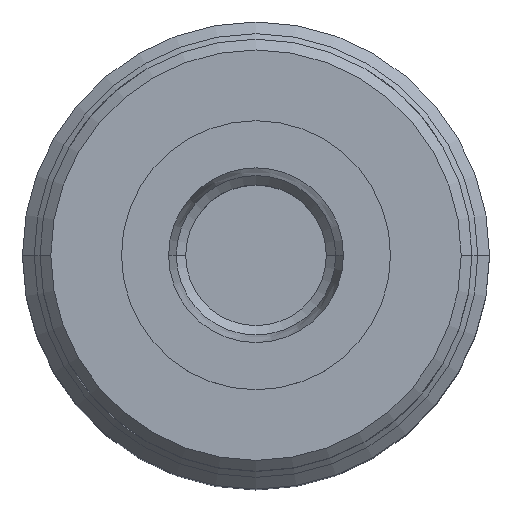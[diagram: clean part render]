
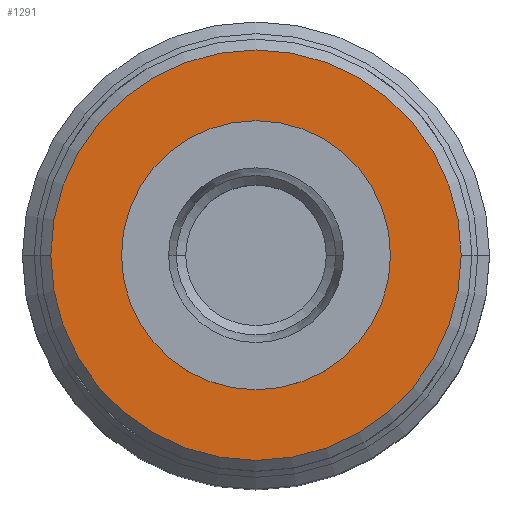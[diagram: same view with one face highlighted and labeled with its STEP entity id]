
A CAD part, top view. The second image highlights one B-rep face of the part: STEP entity #1291.
In plain terms, the highlighted planar face has unit normal (0, 0, 1).
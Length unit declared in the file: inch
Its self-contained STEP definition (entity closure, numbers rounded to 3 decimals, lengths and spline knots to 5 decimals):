
#113=CARTESIAN_POINT('',(0.,0.,2.12));
#114=DIRECTION('',(0.,0.,-1.));
#115=DIRECTION('',(-1.,0.,0.));
#116=AXIS2_PLACEMENT_3D('',#113,#114,#115);
#122=CARTESIAN_POINT('',(0.,0.,2.12));
#123=DIRECTION('',(0.,0.,-1.));
#124=DIRECTION('',(1.,0.,0.));
#125=AXIS2_PLACEMENT_3D('',#122,#123,#124);
#130=CARTESIAN_POINT('',(0.,0.,2.12));
#131=DIRECTION('',(0.,0.,1.));
#132=DIRECTION('',(-1.,0.,0.));
#133=AXIS2_PLACEMENT_3D('',#130,#131,#132);
#138=CARTESIAN_POINT('',(0.,0.,2.12));
#139=DIRECTION('',(0.,0.,1.));
#140=DIRECTION('',(1.,0.,0.));
#141=AXIS2_PLACEMENT_3D('',#138,#139,#140);
#1160=CARTESIAN_POINT('',(-0.375,0.,2.12));
#1161=CARTESIAN_POINT('',(0.375,0.,2.12));
#1162=VERTEX_POINT('',#1160);
#1163=VERTEX_POINT('',#1161);
#1180=CARTESIAN_POINT('',(-0.572,0.,2.12));
#1181=CARTESIAN_POINT('',(0.572,0.,2.12));
#1182=VERTEX_POINT('',#1180);
#1183=VERTEX_POINT('',#1181);
#1274=CARTESIAN_POINT('',(0.,0.,2.12));
#1275=DIRECTION('',(0.,0.,1.));
#1276=DIRECTION('',(1.,0.,0.));
#1277=AXIS2_PLACEMENT_3D('',#1274,#1275,#1276);
#1278=PLANE('',#1277);
#1280=ORIENTED_EDGE('',*,*,#1279,.F.);
#1282=ORIENTED_EDGE('',*,*,#1281,.F.);
#1283=EDGE_LOOP('',(#1280,#1282));
#1284=FACE_OUTER_BOUND('',#1283,.F.);
#1286=ORIENTED_EDGE('',*,*,#1285,.F.);
#1288=ORIENTED_EDGE('',*,*,#1287,.F.);
#1289=EDGE_LOOP('',(#1286,#1288));
#1290=FACE_BOUND('',#1289,.F.);
#1291=ADVANCED_FACE('',(#1284,#1290),#1278,.T.);
#117=CIRCLE('',#116,0.375);
#126=CIRCLE('',#125,0.375);
#134=CIRCLE('',#133,0.572);
#142=CIRCLE('',#141,0.572);
#1279=EDGE_CURVE('',#1182,#1183,#134,.T.);
#1281=EDGE_CURVE('',#1183,#1182,#142,.T.);
#1285=EDGE_CURVE('',#1162,#1163,#117,.T.);
#1287=EDGE_CURVE('',#1163,#1162,#126,.T.);
